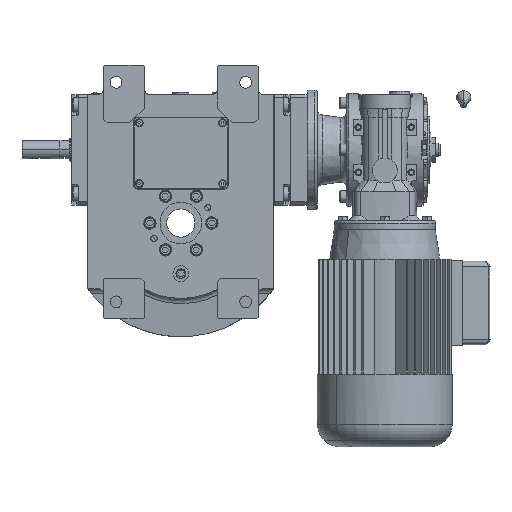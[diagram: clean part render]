
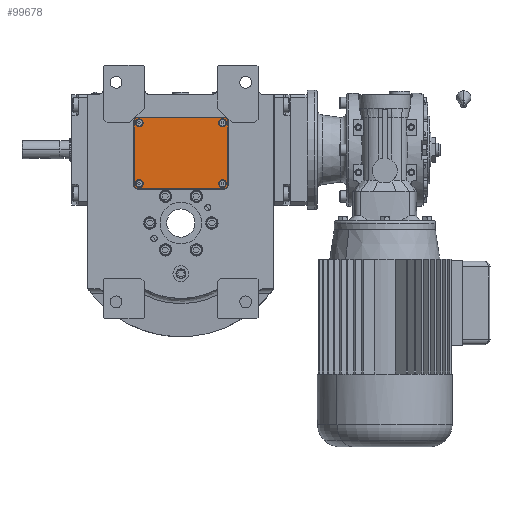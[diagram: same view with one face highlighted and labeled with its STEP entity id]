
A CAD part, front view. The second image highlights one B-rep face of the part: STEP entity #99678.
In plain terms, the highlighted face is planar.
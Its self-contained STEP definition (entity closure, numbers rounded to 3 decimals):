
#132 = EDGE_CURVE ( 'NONE', #69569, #117981, #89058, .T. ) ;
#278 = ORIENTED_EDGE ( 'NONE', *, *, #16915, .T. ) ;
#486 = CIRCLE ( 'NONE', #6667, 3.5 ) ;
#2325 = CIRCLE ( 'NONE', #74275, 3.5 ) ;
#3688 = LINE ( 'NONE', #71903, #27183 ) ;
#5093 = VECTOR ( 'NONE', #120004, 1000. ) ;
#5215 = ORIENTED_EDGE ( 'NONE', *, *, #86932, .F. ) ;
#5783 = DIRECTION ( 'NONE',  ( 0.707, -0.707, 0. ) ) ;
#6667 = AXIS2_PLACEMENT_3D ( 'NONE', #96161, #27869, #67147 ) ;
#7797 = CARTESIAN_POINT ( 'NONE',  ( -40.5, -27., 3. ) ) ;
#7884 = PLANE ( 'NONE',  #63004 ) ;
#9091 = CARTESIAN_POINT ( 'NONE',  ( 33.5, 27., 3. ) ) ;
#12911 = CARTESIAN_POINT ( 'NONE',  ( -37., -27., 3. ) ) ;
#13137 = EDGE_CURVE ( 'NONE', #126721, #97171, #486, .T. ) ;
#14393 = CIRCLE ( 'NONE', #76023, 3.5 ) ;
#16915 = EDGE_CURVE ( 'NONE', #25517, #93958, #47674, .T. ) ;
#20709 = ORIENTED_EDGE ( 'NONE', *, *, #132, .T. ) ;
#20941 = VECTOR ( 'NONE', #39867, 1000. ) ;
#23818 = EDGE_LOOP ( 'NONE', ( #98836, #42291 ) ) ;
#24271 = VERTEX_POINT ( 'NONE', #78434 ) ;
#25517 = VERTEX_POINT ( 'NONE', #93845 ) ;
#25905 = FACE_BOUND ( 'NONE', #40867, .T. ) ;
#26848 = CIRCLE ( 'NONE', #98822, 3.5 ) ;
#27183 = VECTOR ( 'NONE', #92524, 1000. ) ;
#27648 = ORIENTED_EDGE ( 'NONE', *, *, #114971, .T. ) ;
#27869 = DIRECTION ( 'NONE',  ( 0., 0., 1. ) ) ;
#28258 = CARTESIAN_POINT ( 'NONE',  ( -39.5, 31.5, 3. ) ) ;
#28961 = CARTESIAN_POINT ( 'NONE',  ( 40.5, -27., 3. ) ) ;
#31580 = CARTESIAN_POINT ( 'NONE',  ( 39.5, 31.5, 3. ) ) ;
#32042 = CARTESIAN_POINT ( 'NONE',  ( 37., -27., 3. ) ) ;
#32103 = ORIENTED_EDGE ( 'NONE', *, *, #65300, .F. ) ;
#32451 = VECTOR ( 'NONE', #48296, 1000. ) ;
#32685 = DIRECTION ( 'NONE',  ( 0., 0., 1. ) ) ;
#37544 = VERTEX_POINT ( 'NONE', #93114 ) ;
#37819 = CARTESIAN_POINT ( 'NONE',  ( 37., 27., 3. ) ) ;
#39867 = DIRECTION ( 'NONE',  ( 0., 1., 0. ) ) ;
#40844 = EDGE_CURVE ( 'NONE', #117981, #25517, #47550, .T. ) ;
#40867 = EDGE_LOOP ( 'NONE', ( #32103, #5215 ) ) ;
#41180 = VECTOR ( 'NONE', #109627, 1000. ) ;
#42291 = ORIENTED_EDGE ( 'NONE', *, *, #99943, .F. ) ;
#43614 = ORIENTED_EDGE ( 'NONE', *, *, #84289, .F. ) ;
#44650 = CARTESIAN_POINT ( 'NONE',  ( 33.5, -27., 3. ) ) ;
#44907 = VECTOR ( 'NONE', #5783, 1000. ) ;
#45265 = CARTESIAN_POINT ( 'NONE',  ( -37., -27., 3. ) ) ;
#45905 = DIRECTION ( 'NONE',  ( 1., 0., 0. ) ) ;
#46199 = EDGE_LOOP ( 'NONE', ( #49077, #59549 ) ) ;
#46299 = EDGE_CURVE ( 'NONE', #76458, #96562, #50213, .T. ) ;
#47483 = VECTOR ( 'NONE', #51411, 1000. ) ;
#47550 = LINE ( 'NONE', #59100, #65925 ) ;
#47674 = LINE ( 'NONE', #68269, #32451 ) ;
#48296 = DIRECTION ( 'NONE',  ( 0., -1., 0. ) ) ;
#49077 = ORIENTED_EDGE ( 'NONE', *, *, #46299, .F. ) ;
#49772 = CARTESIAN_POINT ( 'NONE',  ( 39.5, 31.5, 3. ) ) ;
#50213 = CIRCLE ( 'NONE', #99609, 3.5 ) ;
#50946 = ORIENTED_EDGE ( 'NONE', *, *, #98051, .T. ) ;
#51411 = DIRECTION ( 'NONE',  ( 1., 0., 0. ) ) ;
#51431 = CARTESIAN_POINT ( 'NONE',  ( 41.5, -29.5, 3. ) ) ;
#52221 = VERTEX_POINT ( 'NONE', #44650 ) ;
#52769 = DIRECTION ( 'NONE',  ( 0., 0., 1. ) ) ;
#54004 = DIRECTION ( 'NONE',  ( 0., 0., 1. ) ) ;
#54021 = DIRECTION ( 'NONE',  ( -1., 0., 0. ) ) ;
#56779 = DIRECTION ( 'NONE',  ( 0., 0., 1. ) ) ;
#57404 = FACE_BOUND ( 'NONE', #46199, .T. ) ;
#58401 = DIRECTION ( 'NONE',  ( 1., 0., 0. ) ) ;
#59100 = CARTESIAN_POINT ( 'NONE',  ( -39.5, 31.5, 3. ) ) ;
#59213 = LINE ( 'NONE', #51431, #20941 ) ;
#59549 = ORIENTED_EDGE ( 'NONE', *, *, #97742, .F. ) ;
#60477 = EDGE_LOOP ( 'NONE', ( #27648, #69780, #20709, #81572, #278, #50946, #90556, #94061 ) ) ;
#63004 = AXIS2_PLACEMENT_3D ( 'NONE', #94171, #56779, #124360 ) ;
#65300 = EDGE_CURVE ( 'NONE', #126249, #52221, #108600, .T. ) ;
#65545 = CARTESIAN_POINT ( 'NONE',  ( -33.5, 27., 3. ) ) ;
#65925 = VECTOR ( 'NONE', #97781, 1000. ) ;
#66573 = DIRECTION ( 'NONE',  ( 0., 0., 1. ) ) ;
#67147 = DIRECTION ( 'NONE',  ( 1., 0., 0. ) ) ;
#67590 = CARTESIAN_POINT ( 'NONE',  ( 41.5, -29.5, 3. ) ) ;
#67680 = DIRECTION ( 'NONE',  ( -1., 0., 0. ) ) ;
#68269 = CARTESIAN_POINT ( 'NONE',  ( -41.5, 29.5, 3. ) ) ;
#69569 = VERTEX_POINT ( 'NONE', #31580 ) ;
#69780 = ORIENTED_EDGE ( 'NONE', *, *, #91168, .T. ) ;
#70021 = CARTESIAN_POINT ( 'NONE',  ( -40.5, 27., 3. ) ) ;
#70774 = DIRECTION ( 'NONE',  ( 1., 0., 0. ) ) ;
#71121 = VERTEX_POINT ( 'NONE', #89392 ) ;
#71903 = CARTESIAN_POINT ( 'NONE',  ( 39.5, -31.5, 3. ) ) ;
#74275 = AXIS2_PLACEMENT_3D ( 'NONE', #45265, #116060, #45905 ) ;
#76023 = AXIS2_PLACEMENT_3D ( 'NONE', #85246, #66573, #105248 ) ;
#76458 = VERTEX_POINT ( 'NONE', #125656 ) ;
#77092 = DIRECTION ( 'NONE',  ( 0., 0., 1. ) ) ;
#78434 = CARTESIAN_POINT ( 'NONE',  ( 39.5, -31.5, 3. ) ) ;
#80125 = EDGE_LOOP ( 'NONE', ( #109138, #43614 ) ) ;
#81160 = DIRECTION ( 'NONE',  ( -1., 0., 0. ) ) ;
#81572 = ORIENTED_EDGE ( 'NONE', *, *, #40844, .T. ) ;
#81595 = VERTEX_POINT ( 'NONE', #7797 ) ;
#81748 = CARTESIAN_POINT ( 'NONE',  ( 37., -27., 3. ) ) ;
#81814 = CARTESIAN_POINT ( 'NONE',  ( -37., 27., 3. ) ) ;
#83697 = CIRCLE ( 'NONE', #91879, 3.5 ) ;
#83820 = VERTEX_POINT ( 'NONE', #107713 ) ;
#84289 = EDGE_CURVE ( 'NONE', #81595, #71121, #26848, .T. ) ;
#84493 = FACE_BOUND ( 'NONE', #80125, .T. ) ;
#85246 = CARTESIAN_POINT ( 'NONE',  ( 37., 27., 3. ) ) ;
#86932 = EDGE_CURVE ( 'NONE', #52221, #126249, #98876, .T. ) ;
#88509 = EDGE_CURVE ( 'NONE', #24271, #126228, #3688, .T. ) ;
#89058 = LINE ( 'NONE', #49772, #41180 ) ;
#89392 = CARTESIAN_POINT ( 'NONE',  ( -33.5, -27., 3. ) ) ;
#90050 = CARTESIAN_POINT ( 'NONE',  ( -39.5, -31.5, 3. ) ) ;
#90556 = ORIENTED_EDGE ( 'NONE', *, *, #126476, .T. ) ;
#91168 = EDGE_CURVE ( 'NONE', #83820, #69569, #119391, .T. ) ;
#91879 = AXIS2_PLACEMENT_3D ( 'NONE', #81814, #112038, #81160 ) ;
#92524 = DIRECTION ( 'NONE',  ( 0.707, 0.707, 0. ) ) ;
#93114 = CARTESIAN_POINT ( 'NONE',  ( -39.5, -31.5, 3. ) ) ;
#93845 = CARTESIAN_POINT ( 'NONE',  ( -41.5, 29.5, 3. ) ) ;
#93958 = VERTEX_POINT ( 'NONE', #100815 ) ;
#94061 = ORIENTED_EDGE ( 'NONE', *, *, #88509, .T. ) ;
#94171 = CARTESIAN_POINT ( 'NONE',  ( 0., 0., 3. ) ) ;
#96161 = CARTESIAN_POINT ( 'NONE',  ( -37., 27., 3. ) ) ;
#96562 = VERTEX_POINT ( 'NONE', #9091 ) ;
#97171 = VERTEX_POINT ( 'NONE', #70021 ) ;
#97742 = EDGE_CURVE ( 'NONE', #96562, #76458, #14393, .T. ) ;
#97781 = DIRECTION ( 'NONE',  ( -0.707, -0.707, 0. ) ) ;
#98051 = EDGE_CURVE ( 'NONE', #93958, #37544, #113886, .T. ) ;
#98822 = AXIS2_PLACEMENT_3D ( 'NONE', #12911, #52769, #54021 ) ;
#98836 = ORIENTED_EDGE ( 'NONE', *, *, #13137, .F. ) ;
#98876 = CIRCLE ( 'NONE', #125566, 3.5 ) ;
#99609 = AXIS2_PLACEMENT_3D ( 'NONE', #37819, #77092, #58401 ) ;
#99678 = ADVANCED_FACE ( 'NONE', ( #105745, #57404, #113457, #25905, #84493 ), #7884, .T. ) ;
#99731 = LINE ( 'NONE', #90050, #47483 ) ;
#99943 = EDGE_CURVE ( 'NONE', #97171, #126721, #83697, .T. ) ;
#100815 = CARTESIAN_POINT ( 'NONE',  ( -41.5, -29.5, 3. ) ) ;
#104300 = CARTESIAN_POINT ( 'NONE',  ( -41.5, -29.5, 3. ) ) ;
#105248 = DIRECTION ( 'NONE',  ( -1., 0., 0. ) ) ;
#105745 = FACE_OUTER_BOUND ( 'NONE', #60477, .T. ) ;
#106620 = AXIS2_PLACEMENT_3D ( 'NONE', #81748, #54004, #70774 ) ;
#107713 = CARTESIAN_POINT ( 'NONE',  ( 41.5, 29.5, 3. ) ) ;
#108419 = EDGE_CURVE ( 'NONE', #71121, #81595, #2325, .T. ) ;
#108600 = CIRCLE ( 'NONE', #106620, 3.5 ) ;
#109138 = ORIENTED_EDGE ( 'NONE', *, *, #108419, .F. ) ;
#109627 = DIRECTION ( 'NONE',  ( -1., 0., 0. ) ) ;
#112038 = DIRECTION ( 'NONE',  ( 0., 0., 1. ) ) ;
#113457 = FACE_BOUND ( 'NONE', #23818, .T. ) ;
#113886 = LINE ( 'NONE', #104300, #44907 ) ;
#114971 = EDGE_CURVE ( 'NONE', #126228, #83820, #59213, .T. ) ;
#116060 = DIRECTION ( 'NONE',  ( 0., 0., 1. ) ) ;
#117981 = VERTEX_POINT ( 'NONE', #28258 ) ;
#118759 = CARTESIAN_POINT ( 'NONE',  ( 41.5, 29.5, 3. ) ) ;
#119391 = LINE ( 'NONE', #118759, #5093 ) ;
#120004 = DIRECTION ( 'NONE',  ( -0.707, 0.707, 0. ) ) ;
#124360 = DIRECTION ( 'NONE',  ( 1., 0., 0. ) ) ;
#125566 = AXIS2_PLACEMENT_3D ( 'NONE', #32042, #32685, #67680 ) ;
#125656 = CARTESIAN_POINT ( 'NONE',  ( 40.5, 27., 3. ) ) ;
#126228 = VERTEX_POINT ( 'NONE', #67590 ) ;
#126249 = VERTEX_POINT ( 'NONE', #28961 ) ;
#126476 = EDGE_CURVE ( 'NONE', #37544, #24271, #99731, .T. ) ;
#126721 = VERTEX_POINT ( 'NONE', #65545 ) ;
